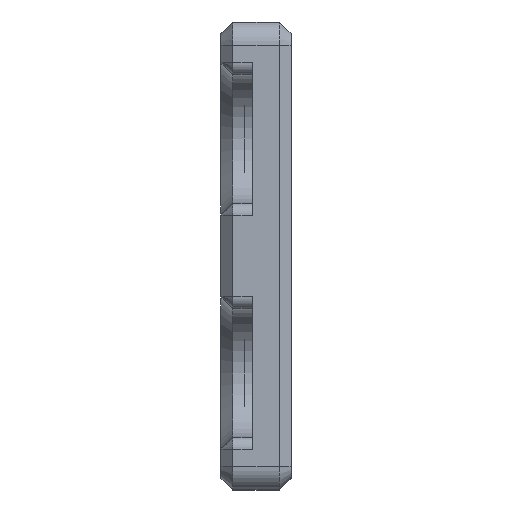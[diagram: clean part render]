
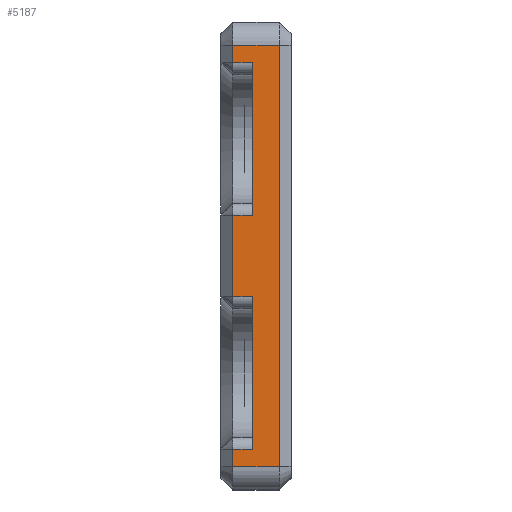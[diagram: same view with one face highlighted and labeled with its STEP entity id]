
A CAD part, left-side view. The second image highlights one B-rep face of the part: STEP entity #5187.
In plain terms, the highlighted planar face has unit normal (-1, 0, 0).
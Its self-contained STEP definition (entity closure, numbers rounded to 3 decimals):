
#26 = ORIENTED_EDGE ( 'NONE', *, *, #5065, .T. ) ;
#31 = ORIENTED_EDGE ( 'NONE', *, *, #5243, .T. ) ;
#83 = VERTEX_POINT ( 'NONE', #1342 ) ;
#171 = CARTESIAN_POINT ( 'NONE',  ( -230., 2., -3.5 ) ) ;
#262 = LINE ( 'NONE', #2077, #4595 ) ;
#283 = ORIENTED_EDGE ( 'NONE', *, *, #5613, .T. ) ;
#285 = LINE ( 'NONE', #3866, #5697 ) ;
#342 = CARTESIAN_POINT ( 'NONE',  ( -230., 3., 18. ) ) ;
#476 = LINE ( 'NONE', #4986, #5600 ) ;
#491 = VECTOR ( 'NONE', #2955, 1000. ) ;
#586 = EDGE_CURVE ( 'NONE', #2916, #3564, #588, .T. ) ;
#588 = LINE ( 'NONE', #1867, #5181 ) ;
#750 = DIRECTION ( 'NONE',  ( 0., 1., 0. ) ) ;
#759 = CARTESIAN_POINT ( 'NONE',  ( -230., 0.3, -16.5 ) ) ;
#803 = CARTESIAN_POINT ( 'NONE',  ( -230., 3., 20. ) ) ;
#837 = CARTESIAN_POINT ( 'NONE',  ( -230., 0.3, 20. ) ) ;
#863 = DIRECTION ( 'NONE',  ( 1., 0., 0. ) ) ;
#887 = VERTEX_POINT ( 'NONE', #1324 ) ;
#957 = VERTEX_POINT ( 'NONE', #4164 ) ;
#1029 = DIRECTION ( 'NONE',  ( 0., 0., -1. ) ) ;
#1030 = CARTESIAN_POINT ( 'NONE',  ( -230., 3., -18. ) ) ;
#1149 = LINE ( 'NONE', #5604, #491 ) ;
#1190 = ORIENTED_EDGE ( 'NONE', *, *, #5019, .T. ) ;
#1284 = LINE ( 'NONE', #837, #2255 ) ;
#1314 = EDGE_CURVE ( 'NONE', #2882, #3227, #1284, .T. ) ;
#1324 = CARTESIAN_POINT ( 'NONE',  ( -230., 2., 16.5 ) ) ;
#1335 = VECTOR ( 'NONE', #3514, 1000. ) ;
#1342 = CARTESIAN_POINT ( 'NONE',  ( -230., -2., -18. ) ) ;
#1350 = CARTESIAN_POINT ( 'NONE',  ( -230., 3., 3.5 ) ) ;
#1400 = DIRECTION ( 'NONE',  ( 0., 0., -1. ) ) ;
#1571 = VERTEX_POINT ( 'NONE', #2813 ) ;
#1660 = EDGE_CURVE ( 'NONE', #3227, #2916, #285, .T. ) ;
#1808 = EDGE_CURVE ( 'NONE', #2152, #2777, #3186, .T. ) ;
#1867 = CARTESIAN_POINT ( 'NONE',  ( -230., 2., -18. ) ) ;
#1981 = DIRECTION ( 'NONE',  ( 0., 0., -1. ) ) ;
#1997 = VECTOR ( 'NONE', #2244, 1000. ) ;
#2077 = CARTESIAN_POINT ( 'NONE',  ( -230., -2., 20. ) ) ;
#2152 = VERTEX_POINT ( 'NONE', #3005 ) ;
#2158 = DIRECTION ( 'NONE',  ( 0., 1., 0. ) ) ;
#2164 = ORIENTED_EDGE ( 'NONE', *, *, #586, .T. ) ;
#2244 = DIRECTION ( 'NONE',  ( 0., 1., 0. ) ) ;
#2255 = VECTOR ( 'NONE', #4365, 1000. ) ;
#2292 = PLANE ( 'NONE',  #3587 ) ;
#2310 = VECTOR ( 'NONE', #4677, 1000. ) ;
#2535 = EDGE_CURVE ( 'NONE', #887, #3653, #1149, .T. ) ;
#2603 = LINE ( 'NONE', #4914, #3601 ) ;
#2777 = VERTEX_POINT ( 'NONE', #4078 ) ;
#2811 = ORIENTED_EDGE ( 'NONE', *, *, #3815, .T. ) ;
#2813 = CARTESIAN_POINT ( 'NONE',  ( -230., 2., 18. ) ) ;
#2882 = VERTEX_POINT ( 'NONE', #4726 ) ;
#2916 = VERTEX_POINT ( 'NONE', #4531 ) ;
#2955 = DIRECTION ( 'NONE',  ( 0., -1., 0. ) ) ;
#3005 = CARTESIAN_POINT ( 'NONE',  ( -230., 0.3, 3.5 ) ) ;
#3018 = DIRECTION ( 'NONE',  ( 0., 0., 1. ) ) ;
#3139 = EDGE_LOOP ( 'NONE', ( #283, #4672, #2811, #26, #3695, #31, #4824, #4053, #1190, #4513, #3843, #2164 ) ) ;
#3186 = LINE ( 'NONE', #1350, #1997 ) ;
#3227 = VERTEX_POINT ( 'NONE', #759 ) ;
#3250 = EDGE_CURVE ( 'NONE', #83, #957, #262, .T. ) ;
#3514 = DIRECTION ( 'NONE',  ( 0., -1., 0. ) ) ;
#3564 = VERTEX_POINT ( 'NONE', #5211 ) ;
#3587 = AXIS2_PLACEMENT_3D ( 'NONE', #803, #863, #4092 ) ;
#3601 = VECTOR ( 'NONE', #5843, 1000. ) ;
#3646 = FACE_OUTER_BOUND ( 'NONE', #3139, .T. ) ;
#3653 = VERTEX_POINT ( 'NONE', #4758 ) ;
#3695 = ORIENTED_EDGE ( 'NONE', *, *, #2535, .T. ) ;
#3725 = LINE ( 'NONE', #1030, #2310 ) ;
#3815 = EDGE_CURVE ( 'NONE', #957, #1571, #4401, .T. ) ;
#3843 = ORIENTED_EDGE ( 'NONE', *, *, #1660, .T. ) ;
#3866 = CARTESIAN_POINT ( 'NONE',  ( -230., 3., -16.5 ) ) ;
#3908 = VECTOR ( 'NONE', #1981, 1000. ) ;
#4053 = ORIENTED_EDGE ( 'NONE', *, *, #5673, .T. ) ;
#4078 = CARTESIAN_POINT ( 'NONE',  ( -230., 2., 3.5 ) ) ;
#4092 = DIRECTION ( 'NONE',  ( 0., 0., -1. ) ) ;
#4164 = CARTESIAN_POINT ( 'NONE',  ( -230., -2., 18. ) ) ;
#4201 = CARTESIAN_POINT ( 'NONE',  ( -230., 2., -3.5 ) ) ;
#4365 = DIRECTION ( 'NONE',  ( 0., 0., -1. ) ) ;
#4401 = LINE ( 'NONE', #342, #5554 ) ;
#4513 = ORIENTED_EDGE ( 'NONE', *, *, #1314, .T. ) ;
#4531 = CARTESIAN_POINT ( 'NONE',  ( -230., 2., -16.5 ) ) ;
#4595 = VECTOR ( 'NONE', #3018, 1000. ) ;
#4672 = ORIENTED_EDGE ( 'NONE', *, *, #3250, .T. ) ;
#4677 = DIRECTION ( 'NONE',  ( 0., -1., 0. ) ) ;
#4726 = CARTESIAN_POINT ( 'NONE',  ( -230., 0.3, -3.5 ) ) ;
#4758 = CARTESIAN_POINT ( 'NONE',  ( -230., 0.3, 16.5 ) ) ;
#4824 = ORIENTED_EDGE ( 'NONE', *, *, #1808, .T. ) ;
#4914 = CARTESIAN_POINT ( 'NONE',  ( -230., 2., 16.5 ) ) ;
#4986 = CARTESIAN_POINT ( 'NONE',  ( -230., 0.3, 20. ) ) ;
#5019 = EDGE_CURVE ( 'NONE', #5677, #2882, #5325, .T. ) ;
#5065 = EDGE_CURVE ( 'NONE', #1571, #887, #2603, .T. ) ;
#5156 = LINE ( 'NONE', #171, #3908 ) ;
#5181 = VECTOR ( 'NONE', #1029, 1000. ) ;
#5187 = ADVANCED_FACE ( 'NONE', ( #3646 ), #2292, .F. ) ;
#5211 = CARTESIAN_POINT ( 'NONE',  ( -230., 2., -18. ) ) ;
#5243 = EDGE_CURVE ( 'NONE', #3653, #2152, #476, .T. ) ;
#5325 = LINE ( 'NONE', #5389, #1335 ) ;
#5389 = CARTESIAN_POINT ( 'NONE',  ( -230., 3., -3.5 ) ) ;
#5554 = VECTOR ( 'NONE', #2158, 1000. ) ;
#5600 = VECTOR ( 'NONE', #1400, 1000. ) ;
#5604 = CARTESIAN_POINT ( 'NONE',  ( -230., 3., 16.5 ) ) ;
#5613 = EDGE_CURVE ( 'NONE', #3564, #83, #3725, .T. ) ;
#5673 = EDGE_CURVE ( 'NONE', #2777, #5677, #5156, .T. ) ;
#5677 = VERTEX_POINT ( 'NONE', #4201 ) ;
#5697 = VECTOR ( 'NONE', #750, 1000. ) ;
#5843 = DIRECTION ( 'NONE',  ( 0., 0., -1. ) ) ;
